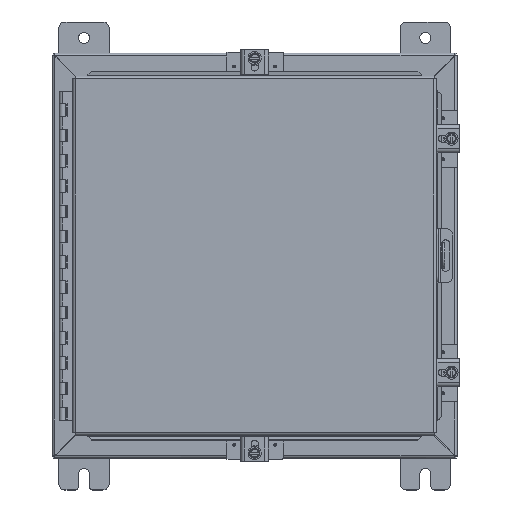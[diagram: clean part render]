
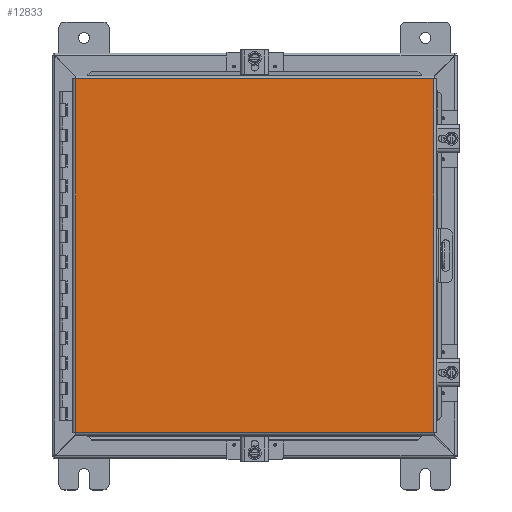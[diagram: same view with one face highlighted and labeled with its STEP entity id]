
A CAD part, top view. The second image highlights one B-rep face of the part: STEP entity #12833.
In plain terms, the highlighted face is planar.
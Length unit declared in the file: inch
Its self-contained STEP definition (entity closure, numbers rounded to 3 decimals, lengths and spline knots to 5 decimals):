
#1195=PLANE('',#14092);
#1777=FACE_OUTER_BOUND('',#2514,.T.);
#2514=EDGE_LOOP('',(#10398,#10399,#10400,#10401));
#3469=LINE('',#20903,#4691);
#3475=LINE('',#21024,#4697);
#3485=LINE('',#21177,#4707);
#3488=LINE('',#21210,#4710);
#4691=VECTOR('',#16318,0.3937);
#4697=VECTOR('',#16332,0.3937);
#4707=VECTOR('',#16354,0.3937);
#4710=VECTOR('',#16363,0.3937);
#6265=VERTEX_POINT('',#20894);
#6266=VERTEX_POINT('',#20902);
#6269=VERTEX_POINT('',#20972);
#6270=VERTEX_POINT('',#21016);
#7738=EDGE_CURVE('',#6266,#6265,#3469,.T.);
#7751=EDGE_CURVE('',#6269,#6270,#3475,.T.);
#7768=EDGE_CURVE('',#6265,#6269,#3485,.T.);
#7772=EDGE_CURVE('',#6270,#6266,#3488,.T.);
#10398=ORIENTED_EDGE('',*,*,#7768,.T.);
#10399=ORIENTED_EDGE('',*,*,#7751,.T.);
#10400=ORIENTED_EDGE('',*,*,#7772,.T.);
#10401=ORIENTED_EDGE('',*,*,#7738,.T.);
#12833=ADVANCED_FACE('',(#1777),#1195,.F.);
#14092=AXIS2_PLACEMENT_3D('',#21290,#16377,#16378);
#16318=DIRECTION('',(-1.,0.,0.));
#16332=DIRECTION('',(1.,0.,0.));
#16354=DIRECTION('',(0.,1.,0.));
#16363=DIRECTION('',(0.,-1.,0.));
#16377=DIRECTION('center_axis',(0.,0.,1.));
#16378=DIRECTION('ref_axis',(1.,0.,0.));
#20894=CARTESIAN_POINT('',(-7.08225,-6.9885,0.));
#20902=CARTESIAN_POINT('',(7.08225,-6.9885,0.));
#20903=CARTESIAN_POINT('',(3.54113,-6.9885,0.));
#20972=CARTESIAN_POINT('',(-7.08225,6.9885,0.));
#21016=CARTESIAN_POINT('',(7.08225,6.9885,0.));
#21024=CARTESIAN_POINT('',(-3.59375,6.9885,0.));
#21177=CARTESIAN_POINT('',(-7.08225,-3.49425,0.));
#21210=CARTESIAN_POINT('',(7.08225,3.49425,0.));
#21290=CARTESIAN_POINT('Origin',(0.,0.,
0.));
